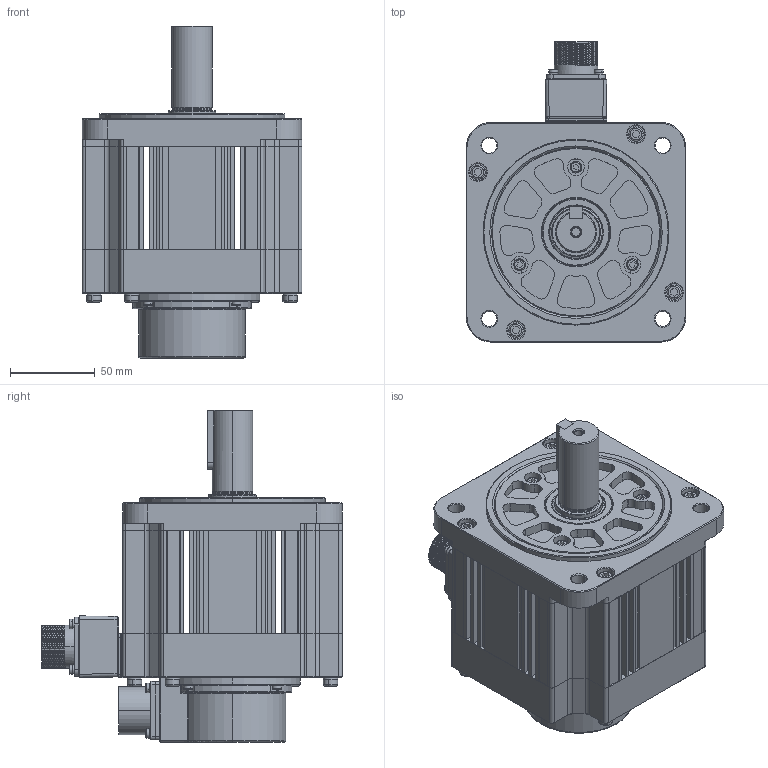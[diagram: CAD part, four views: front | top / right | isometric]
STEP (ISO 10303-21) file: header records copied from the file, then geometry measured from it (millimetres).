
FILE_DESCRIPTION (( 'STEP AP203' ), '1' );
FILE_NAME ('EM1-1KW-K.STEP', '2019-12-02T07:30:14', ( '' ), ( '' ), 'SwSTEP 2.0', 'SolidWorks 2015', '' );
FILE_SCHEMA (( 'CONFIG_CONTROL_DESIGN' ));
Products named in the file (1): EM1-1KW-K
Bounding box: 130 x 177.85 x 196.4 mm (x, y, z)
Surface area: 142375.7 mm2 (no closed solid volume)
Topology: 0 solids, 58 shells, 1055 faces, 3097 edges, 2101 vertices
Faces by surface type: plane 469, cylinder 339, cone 113, torus 94, bspline 29, sphere 11
Entity records: 40163 total; most frequent: CARTESIAN_POINT 12160, DIRECTION 6009, ORIENTED_EDGE 5307, EDGE_CURVE 3086, AXIS2_PLACEMENT_3D 2129, VERTEX_POINT 2098, LINE 1751, VECTOR 1751
